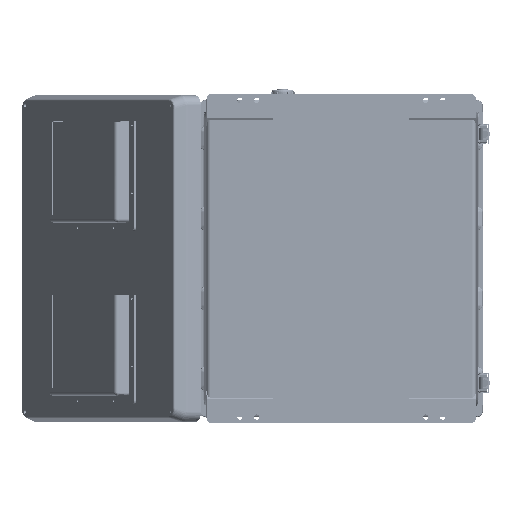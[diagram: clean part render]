
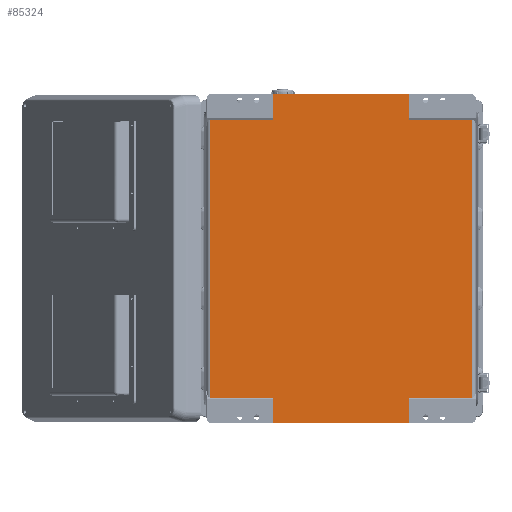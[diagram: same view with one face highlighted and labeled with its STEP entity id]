
A CAD part, front view. The second image highlights one B-rep face of the part: STEP entity #85324.
In plain terms, the highlighted planar face has unit normal (0, -1, 0).
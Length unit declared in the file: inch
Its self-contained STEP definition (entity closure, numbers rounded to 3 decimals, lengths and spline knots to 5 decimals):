
#2008 = EDGE_CURVE ( 'NONE', #106187, #56788, #142591, .T. ) ;
#2158 = VECTOR ( 'NONE', #136940, 39.37008 ) ;
#3308 = DIRECTION ( 'NONE',  ( 1., 0., 0. ) ) ;
#3857 = CARTESIAN_POINT ( 'NONE',  ( 8.11811, 0.05906, -1.51961 ) ) ;
#7259 = CARTESIAN_POINT ( 'NONE',  ( 8.11811, 0.05906, -17.96858 ) ) ;
#8027 = EDGE_CURVE ( 'NONE', #161727, #97978, #134334, .T. ) ;
#8393 = DIRECTION ( 'NONE',  ( -1., 0., 0. ) ) ;
#10647 = DIRECTION ( 'NONE',  ( 1., 0., 0. ) ) ;
#18843 = EDGE_CURVE ( 'NONE', #159760, #157890, #85612, .T. ) ;
#19694 = DIRECTION ( 'NONE',  ( 0., 0., 1. ) ) ;
#20566 = EDGE_CURVE ( 'NONE', #56788, #82905, #156812, .T. ) ;
#22397 = CARTESIAN_POINT ( 'NONE',  ( 7.73754, 0.05906, -1.51961 ) ) ;
#26733 = VECTOR ( 'NONE', #19694, 39.37008 ) ;
#31211 = EDGE_CURVE ( 'NONE', #152620, #122390, #123872, .T. ) ;
#33373 = CARTESIAN_POINT ( 'NONE',  ( 4.03163, 0.05906, -1.51961 ) ) ;
#36662 = CARTESIAN_POINT ( 'NONE',  ( 7.73754, 0.05906, -1.51961 ) ) ;
#40262 = VECTOR ( 'NONE', #73787, 39.37008 ) ;
#42194 = EDGE_CURVE ( 'NONE', #106187, #62964, #45288, .T. ) ;
#43571 = VECTOR ( 'NONE', #91456, 39.37008 ) ;
#44263 = LINE ( 'NONE', #74342, #40262 ) ;
#45121 = CARTESIAN_POINT ( 'NONE',  ( 8.11811, 0.05906, -1.51961 ) ) ;
#45288 = LINE ( 'NONE', #150225, #111149 ) ;
#46262 = ORIENTED_EDGE ( 'NONE', *, *, #69341, .T. ) ;
#46650 = CARTESIAN_POINT ( 'NONE',  ( -4.03163, 0.05906, 0.85787 ) ) ;
#47509 = CARTESIAN_POINT ( 'NONE',  ( 8.11811, 0.05906, -19.48819 ) ) ;
#49244 = ORIENTED_EDGE ( 'NONE', *, *, #53567, .F. ) ;
#49833 = ORIENTED_EDGE ( 'NONE', *, *, #42194, .T. ) ;
#51266 = DIRECTION ( 'NONE',  ( 0., 0., -1. ) ) ;
#53567 = EDGE_CURVE ( 'NONE', #141076, #134719, #57736, .T. ) ;
#56788 = VERTEX_POINT ( 'NONE', #59488 ) ;
#57562 = CARTESIAN_POINT ( 'NONE',  ( -7.73754, 0.05906, -1.51961 ) ) ;
#57736 = LINE ( 'NONE', #47509, #2158 ) ;
#58340 = CARTESIAN_POINT ( 'NONE',  ( -4.03163, 0.05906, -1.51961 ) ) ;
#59052 = CARTESIAN_POINT ( 'NONE',  ( 4.03163, 0.05906, -17.96858 ) ) ;
#59082 = VECTOR ( 'NONE', #150694, 39.37008 ) ;
#59488 = CARTESIAN_POINT ( 'NONE',  ( -7.73754, 0.05906, -1.51961 ) ) ;
#60542 = ORIENTED_EDGE ( 'NONE', *, *, #2008, .F. ) ;
#62964 = VERTEX_POINT ( 'NONE', #144433 ) ;
#66549 = CARTESIAN_POINT ( 'NONE',  ( 7.73754, 0.05906, -17.96858 ) ) ;
#69341 = EDGE_CURVE ( 'NONE', #62964, #134719, #135334, .T. ) ;
#70436 = VECTOR ( 'NONE', #98125, 39.37008 ) ;
#73082 = ORIENTED_EDGE ( 'NONE', *, *, #84564, .T. ) ;
#73787 = DIRECTION ( 'NONE',  ( 0., 0., 1. ) ) ;
#74342 = CARTESIAN_POINT ( 'NONE',  ( 4.03163, 0.05906, 0.85787 ) ) ;
#80657 = ORIENTED_EDGE ( 'NONE', *, *, #20566, .F. ) ;
#82263 = ORIENTED_EDGE ( 'NONE', *, *, #18843, .T. ) ;
#82905 = VERTEX_POINT ( 'NONE', #58340 ) ;
#84564 = EDGE_CURVE ( 'NONE', #122390, #159760, #44263, .T. ) ;
#85324 = ADVANCED_FACE ( 'NONE', ( #111900 ), #94751, .F. ) ;
#85612 = LINE ( 'NONE', #116008, #43571 ) ;
#88380 = DIRECTION ( 'NONE',  ( 0., 0., -1. ) ) ;
#91456 = DIRECTION ( 'NONE',  ( -1., 0., 0. ) ) ;
#92454 = EDGE_CURVE ( 'NONE', #97978, #141076, #147851, .T. ) ;
#93407 = VECTOR ( 'NONE', #88380, 39.37008 ) ;
#94751 = PLANE ( 'NONE',  #121559 ) ;
#97978 = VERTEX_POINT ( 'NONE', #59052 ) ;
#98125 = DIRECTION ( 'NONE',  ( 0., 0., 1. ) ) ;
#100531 = LINE ( 'NONE', #46650, #70436 ) ;
#101224 = CARTESIAN_POINT ( 'NONE',  ( -4.03163, 0.05906, -20.34606 ) ) ;
#102541 = CARTESIAN_POINT ( 'NONE',  ( -4.03163, 0.05906, 0. ) ) ;
#106187 = VERTEX_POINT ( 'NONE', #127043 ) ;
#106450 = DIRECTION ( 'NONE',  ( 0., 0., 1. ) ) ;
#109055 = ORIENTED_EDGE ( 'NONE', *, *, #92454, .F. ) ;
#109782 = VECTOR ( 'NONE', #51266, 39.37008 ) ;
#111149 = VECTOR ( 'NONE', #10647, 39.37008 ) ;
#111900 = FACE_OUTER_BOUND ( 'NONE', #123625, .T. ) ;
#113614 = EDGE_CURVE ( 'NONE', #161727, #152620, #147149, .T. ) ;
#115233 = CARTESIAN_POINT ( 'NONE',  ( -4.03163, 0.05906, -19.48819 ) ) ;
#116008 = CARTESIAN_POINT ( 'NONE',  ( 8.11811, 0.05906, 0. ) ) ;
#116899 = ORIENTED_EDGE ( 'NONE', *, *, #31211, .T. ) ;
#121559 = AXIS2_PLACEMENT_3D ( 'NONE', #3857, #130460, #106450 ) ;
#121624 = DIRECTION ( 'NONE',  ( -1., 0., 0. ) ) ;
#122390 = VERTEX_POINT ( 'NONE', #33373 ) ;
#122828 = ORIENTED_EDGE ( 'NONE', *, *, #8027, .F. ) ;
#123625 = EDGE_LOOP ( 'NONE', ( #60542, #49833, #46262, #49244, #109055, #122828, #133273, #116899, #73082, #82263, #132013, #80657 ) ) ;
#123872 = LINE ( 'NONE', #45121, #152075 ) ;
#127043 = CARTESIAN_POINT ( 'NONE',  ( -7.73754, 0.05906, -17.96858 ) ) ;
#127215 = CARTESIAN_POINT ( 'NONE',  ( 4.03163, 0.05906, -20.34606 ) ) ;
#130460 = DIRECTION ( 'NONE',  ( 0., 1., 0. ) ) ;
#130474 = CARTESIAN_POINT ( 'NONE',  ( -8.11811, 0.05906, -1.51961 ) ) ;
#130920 = CARTESIAN_POINT ( 'NONE',  ( 4.03163, 0.05906, 0. ) ) ;
#132013 = ORIENTED_EDGE ( 'NONE', *, *, #146960, .F. ) ;
#133273 = ORIENTED_EDGE ( 'NONE', *, *, #113614, .T. ) ;
#134334 = LINE ( 'NONE', #7259, #162457 ) ;
#134719 = VERTEX_POINT ( 'NONE', #115233 ) ;
#135334 = LINE ( 'NONE', #101224, #93407 ) ;
#136940 = DIRECTION ( 'NONE',  ( -1., 0., 0. ) ) ;
#140768 = VECTOR ( 'NONE', #3308, 39.37008 ) ;
#141076 = VERTEX_POINT ( 'NONE', #146691 ) ;
#142591 = LINE ( 'NONE', #57562, #26733 ) ;
#144433 = CARTESIAN_POINT ( 'NONE',  ( -4.03163, 0.05906, -17.96858 ) ) ;
#146691 = CARTESIAN_POINT ( 'NONE',  ( 4.03163, 0.05906, -19.48819 ) ) ;
#146960 = EDGE_CURVE ( 'NONE', #82905, #157890, #100531, .T. ) ;
#147149 = LINE ( 'NONE', #36662, #59082 ) ;
#147851 = LINE ( 'NONE', #127215, #109782 ) ;
#150225 = CARTESIAN_POINT ( 'NONE',  ( -8.11811, 0.05906, -17.96858 ) ) ;
#150694 = DIRECTION ( 'NONE',  ( 0., 0., 1. ) ) ;
#152075 = VECTOR ( 'NONE', #8393, 39.37008 ) ;
#152620 = VERTEX_POINT ( 'NONE', #22397 ) ;
#156812 = LINE ( 'NONE', #130474, #140768 ) ;
#157890 = VERTEX_POINT ( 'NONE', #102541 ) ;
#159760 = VERTEX_POINT ( 'NONE', #130920 ) ;
#161727 = VERTEX_POINT ( 'NONE', #66549 ) ;
#162457 = VECTOR ( 'NONE', #121624, 39.37008 ) ;
